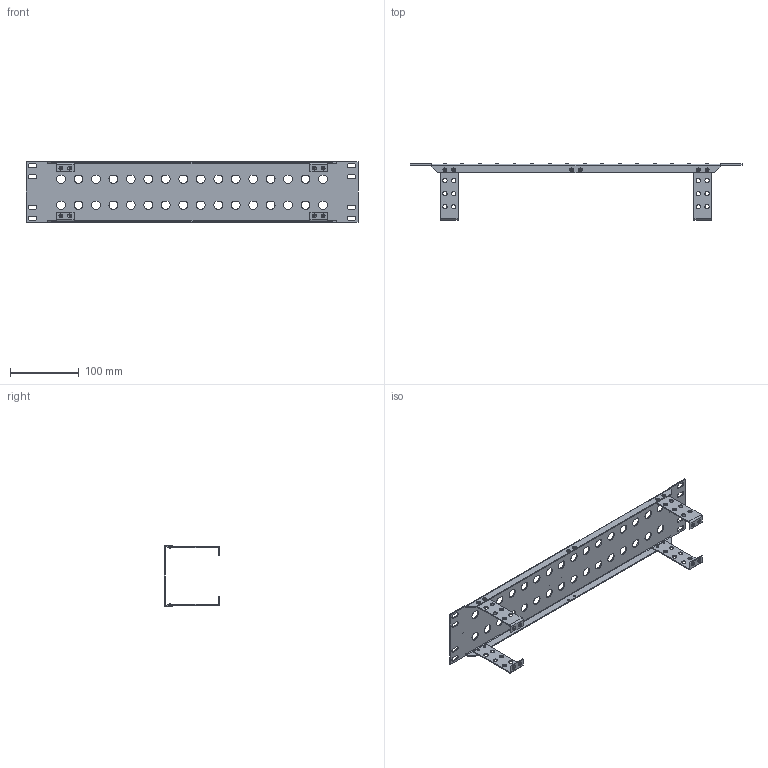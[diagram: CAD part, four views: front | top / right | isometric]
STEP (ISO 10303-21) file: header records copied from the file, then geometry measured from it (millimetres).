
FILE_DESCRIPTION (( 'STEP AP214' ), '1' );
FILE_NAME ('PR35-32CMB.STEP', '2017-05-25T14:18:22', ( 'L-Com' ), ( 'L-Com Global Connectivity' ), 'SwSTEP 2.0', 'SolidWorks 2014', '' );
FILE_SCHEMA (( 'AUTOMOTIVE_DESIGN' ));
Length unit declared in the file: inch
Products named in the file (4): flat head phillips_4-40 x .187 FLAT HEAD SCREW; PR-CMB-B175; PR35-32-MA1; PR35-32CMB
Assembly tree (13 placements, depth 2):
  PR35-32CMB
    PR35-32-MA1
    PR-CMB-B175  x4
    flat head phillips_4-40 x .187 FLAT HEAD SCREW  x8
Bounding box: 482.6 x 81.31 x 88.49 mm (x, y, z)
Volume: 83328.3 mm3; surface area: 116539.9 mm2
Topology: 13 solids, 13 shells, 1305 faces, 3470 edges, 2284 vertices
Faces by surface type: plane 725, bspline 360, cylinder 164, cone 56
Entity records: 61181 total; most frequent: CARTESIAN_POINT 25116, ORIENTED_EDGE 5768, DIRECTION 3842, EDGE_CURVE 2884, LINE 1938, VECTOR 1938, VERTEX_POINT 1906, EDGE_LOOP 1280
